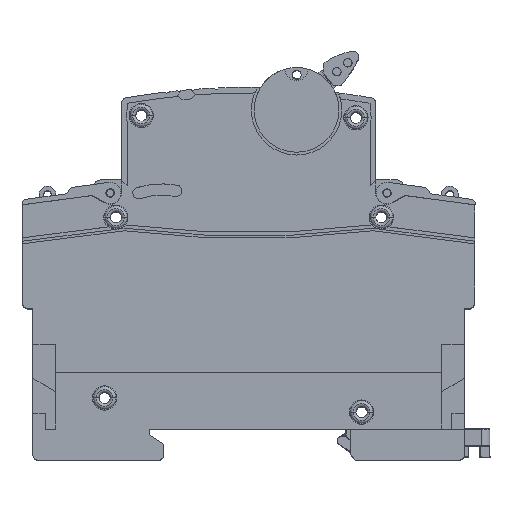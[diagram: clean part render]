
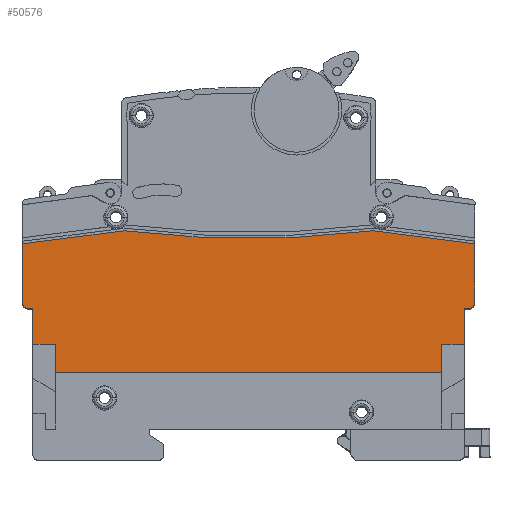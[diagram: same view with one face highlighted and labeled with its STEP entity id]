
A CAD part, top view. The second image highlights one B-rep face of the part: STEP entity #50576.
In plain terms, the highlighted planar face has unit normal (0, 0, 1).
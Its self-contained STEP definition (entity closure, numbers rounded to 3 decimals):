
#208 = CARTESIAN_POINT ( 'NONE',  ( 18., 40.6, 4.2 ) ) ;
#684 = FACE_OUTER_BOUND ( 'NONE', #31934, .T. ) ;
#773 = DIRECTION ( 'NONE',  ( 1., 0., 0. ) ) ;
#1210 = EDGE_CURVE ( 'NONE', #23026, #81713, #54518, .T. ) ;
#1488 = EDGE_CURVE ( 'NONE', #85235, #81330, #100173, .T. ) ;
#1668 = CARTESIAN_POINT ( 'NONE',  ( 74.2, 15.5, 4.2 ) ) ;
#2457 = VERTEX_POINT ( 'NONE', #95503 ) ;
#2947 = VECTOR ( 'NONE', #23727, 1000. ) ;
#3830 = EDGE_CURVE ( 'NONE', #81330, #41665, #3839, .T. ) ;
#3839 = LINE ( 'NONE', #58543, #17867 ) ;
#6118 = CIRCLE ( 'NONE', #26297, 1. ) ;
#6709 = VERTEX_POINT ( 'NONE', #24805 ) ;
#7457 = VERTEX_POINT ( 'NONE', #92811 ) ;
#7467 = VERTEX_POINT ( 'NONE', #12894 ) ;
#7499 = VECTOR ( 'NONE', #29045, 1000. ) ;
#7604 = VECTOR ( 'NONE', #24627, 1000. ) ;
#7758 = LINE ( 'NONE', #65079, #77426 ) ;
#8119 = ORIENTED_EDGE ( 'NONE', *, *, #11913, .F. ) ;
#8311 = LINE ( 'NONE', #96111, #7604 ) ;
#8580 = DIRECTION ( 'NONE',  ( 1., 0., 0. ) ) ;
#9338 = DIRECTION ( 'NONE',  ( 0.992, -0.127, 0. ) ) ;
#9483 = ORIENTED_EDGE ( 'NONE', *, *, #78631, .F. ) ;
#11913 = EDGE_CURVE ( 'NONE', #101502, #18902, #49142, .T. ) ;
#12192 = CARTESIAN_POINT ( 'NONE',  ( 79., 27.8, 4.2 ) ) ;
#12393 = CARTESIAN_POINT ( 'NONE',  ( 74.2, 212.757, 4.2 ) ) ;
#12610 = CARTESIAN_POINT ( 'NONE',  ( 40., 26.8, 4.2 ) ) ;
#12894 = CARTESIAN_POINT ( 'NONE',  ( 78.2, 26.8, 4.2 ) ) ;
#13355 = ORIENTED_EDGE ( 'NONE', *, *, #70906, .T. ) ;
#14685 = CARTESIAN_POINT ( 'NONE',  ( 18.028, 40.596, 4.2 ) ) ;
#14806 = LINE ( 'NONE', #84784, #7499 ) ;
#16487 = CARTESIAN_POINT ( 'NONE',  ( 1., 27.8, 4.2 ) ) ;
#17007 = CARTESIAN_POINT ( 'NONE',  ( 40., 212.757, 4.2 ) ) ;
#17521 = DIRECTION ( 'NONE',  ( 0., 0., 1. ) ) ;
#17543 = VECTOR ( 'NONE', #85464, 1000. ) ;
#17867 = VECTOR ( 'NONE', #44345, 1000. ) ;
#18902 = VERTEX_POINT ( 'NONE', #48962 ) ;
#19654 = CARTESIAN_POINT ( 'NONE',  ( 0., 27.8, 4.2 ) ) ;
#22591 = EDGE_CURVE ( 'NONE', #85235, #51249, #14806, .T. ) ;
#23026 = VERTEX_POINT ( 'NONE', #61508 ) ;
#23090 = DIRECTION ( 'NONE',  ( 0., -1., 0. ) ) ;
#23337 = DIRECTION ( 'NONE',  ( 0., 0., 1. ) ) ;
#23727 = DIRECTION ( 'NONE',  ( 0., -1., 0. ) ) ;
#24158 = DIRECTION ( 'NONE',  ( 1., 0., 0. ) ) ;
#24627 = DIRECTION ( 'NONE',  ( 0., 1., 0. ) ) ;
#24805 = CARTESIAN_POINT ( 'NONE',  ( 80., 38.3, 4.2 ) ) ;
#26297 = AXIS2_PLACEMENT_3D ( 'NONE', #12192, #60046, #89999 ) ;
#27696 = ORIENTED_EDGE ( 'NONE', *, *, #61517, .F. ) ;
#28795 = AXIS2_PLACEMENT_3D ( 'NONE', #16487, #17521, #8580 ) ;
#29045 = DIRECTION ( 'NONE',  ( -1., 0., 0. ) ) ;
#29204 = CARTESIAN_POINT ( 'NONE',  ( 61.972, 40.596, 4.2 ) ) ;
#31934 = EDGE_LOOP ( 'NONE', ( #67017, #94052, #90374, #13355, #63999, #64008, #44656, #27696, #44252, #74145, #99967, #8119, #9483, #103424, #74637, #48108, #98432, #47350 ) ) ;
#32386 = CIRCLE ( 'NONE', #45869, 173.557 ) ;
#33324 = DIRECTION ( 'NONE',  ( 0.992, 0.127, 0. ) ) ;
#37089 = CARTESIAN_POINT ( 'NONE',  ( 78.2, 212.757, 4.2 ) ) ;
#37833 = CIRCLE ( 'NONE', #78169, 0.22 ) ;
#40019 = CARTESIAN_POINT ( 'NONE',  ( 0., 38.3, 4.2 ) ) ;
#40149 = DIRECTION ( 'NONE',  ( 0., 0., 1. ) ) ;
#40673 = DIRECTION ( 'NONE',  ( -1., 0., 0. ) ) ;
#41104 = EDGE_CURVE ( 'NONE', #64660, #7467, #66769, .T. ) ;
#41210 = VECTOR ( 'NONE', #91778, 1000. ) ;
#41665 = VERTEX_POINT ( 'NONE', #78569 ) ;
#42011 = CARTESIAN_POINT ( 'NONE',  ( 40., 20.5, 4.2 ) ) ;
#42800 = VECTOR ( 'NONE', #23090, 1000. ) ;
#44252 = ORIENTED_EDGE ( 'NONE', *, *, #1210, .T. ) ;
#44345 = DIRECTION ( 'NONE',  ( 1., 0., 0. ) ) ;
#44656 = ORIENTED_EDGE ( 'NONE', *, *, #69839, .F. ) ;
#45869 = AXIS2_PLACEMENT_3D ( 'NONE', #80128, #40149, #40673 ) ;
#47111 = CARTESIAN_POINT ( 'NONE',  ( 18., 40.378, 4.2 ) ) ;
#47350 = ORIENTED_EDGE ( 'NONE', *, *, #70295, .T. ) ;
#48108 = ORIENTED_EDGE ( 'NONE', *, *, #89771, .F. ) ;
#48925 = EDGE_CURVE ( 'NONE', #72536, #18902, #37833, .T. ) ;
#48962 = CARTESIAN_POINT ( 'NONE',  ( 17.972, 40.596, 4.2 ) ) ;
#49142 = LINE ( 'NONE', #208, #102384 ) ;
#49247 = DIRECTION ( 'NONE',  ( 0., 0., 1. ) ) ;
#50266 = CARTESIAN_POINT ( 'NONE',  ( 1.8, 26.8, 4.2 ) ) ;
#50576 = ADVANCED_FACE ( 'NONE', ( #684 ), #56452, .T. ) ;
#51249 = VERTEX_POINT ( 'NONE', #69396 ) ;
#52401 = DIRECTION ( 'NONE',  ( 0., 1., 0. ) ) ;
#53635 = CARTESIAN_POINT ( 'NONE',  ( 80., 27.8, 4.2 ) ) ;
#54518 = CIRCLE ( 'NONE', #56198, 0.22 ) ;
#55374 = VERTEX_POINT ( 'NONE', #50266 ) ;
#55378 = LINE ( 'NONE', #96340, #99344 ) ;
#56198 = AXIS2_PLACEMENT_3D ( 'NONE', #80252, #49247, #71333 ) ;
#56326 = CARTESIAN_POINT ( 'NONE',  ( 74.2, 20.5, 4.2 ) ) ;
#56452 = PLANE ( 'NONE',  #79999 ) ;
#56722 = LINE ( 'NONE', #87234, #42800 ) ;
#58543 = CARTESIAN_POINT ( 'NONE',  ( 40., 20.5, 4.2 ) ) ;
#59418 = DIRECTION ( 'NONE',  ( -1., 0., 0. ) ) ;
#60046 = DIRECTION ( 'NONE',  ( 0., 0., 1. ) ) ;
#61508 = CARTESIAN_POINT ( 'NONE',  ( 62.028, 40.596, 4.2 ) ) ;
#61517 = EDGE_CURVE ( 'NONE', #23026, #6709, #7758, .T. ) ;
#61811 = LINE ( 'NONE', #37089, #41210 ) ;
#63325 = EDGE_CURVE ( 'NONE', #100353, #2457, #89249, .T. ) ;
#63381 = DIRECTION ( 'NONE',  ( 0., 0., 1. ) ) ;
#63999 = ORIENTED_EDGE ( 'NONE', *, *, #41104, .F. ) ;
#64008 = ORIENTED_EDGE ( 'NONE', *, *, #92763, .T. ) ;
#64660 = VERTEX_POINT ( 'NONE', #79936 ) ;
#65079 = CARTESIAN_POINT ( 'NONE',  ( 80., 38.3, 4.2 ) ) ;
#65725 = VECTOR ( 'NONE', #52401, 1000. ) ;
#66769 = LINE ( 'NONE', #12610, #66869 ) ;
#66869 = VECTOR ( 'NONE', #59418, 1000. ) ;
#67017 = ORIENTED_EDGE ( 'NONE', *, *, #22591, .F. ) ;
#69396 = CARTESIAN_POINT ( 'NONE',  ( 5.8, 15.5, 4.2 ) ) ;
#69839 = EDGE_CURVE ( 'NONE', #6709, #88477, #72619, .T. ) ;
#70295 = EDGE_CURVE ( 'NONE', #86306, #51249, #56722, .T. ) ;
#70906 = EDGE_CURVE ( 'NONE', #41665, #7467, #61811, .T. ) ;
#71333 = DIRECTION ( 'NONE',  ( 1., 0., 0. ) ) ;
#72346 = VECTOR ( 'NONE', #24158, 1000. ) ;
#72536 = VERTEX_POINT ( 'NONE', #14685 ) ;
#72619 = LINE ( 'NONE', #95730, #2947 ) ;
#74145 = ORIENTED_EDGE ( 'NONE', *, *, #81778, .F. ) ;
#74637 = ORIENTED_EDGE ( 'NONE', *, *, #86318, .T. ) ;
#77426 = VECTOR ( 'NONE', #9338, 1000. ) ;
#78169 = AXIS2_PLACEMENT_3D ( 'NONE', #47111, #63381, #773 ) ;
#78569 = CARTESIAN_POINT ( 'NONE',  ( 78.2, 20.5, 4.2 ) ) ;
#78631 = EDGE_CURVE ( 'NONE', #100353, #101502, #103639, .T. ) ;
#79936 = CARTESIAN_POINT ( 'NONE',  ( 79., 26.8, 4.2 ) ) ;
#79999 = AXIS2_PLACEMENT_3D ( 'NONE', #17007, #23337, #95346 ) ;
#80128 = CARTESIAN_POINT ( 'NONE',  ( 40., 212.757, 4.2 ) ) ;
#80252 = CARTESIAN_POINT ( 'NONE',  ( 62., 40.378, 4.2 ) ) ;
#81330 = VERTEX_POINT ( 'NONE', #56326 ) ;
#81713 = VERTEX_POINT ( 'NONE', #29204 ) ;
#81778 = EDGE_CURVE ( 'NONE', #72536, #81713, #32386, .T. ) ;
#84056 = EDGE_CURVE ( 'NONE', #7457, #86306, #96695, .T. ) ;
#84784 = CARTESIAN_POINT ( 'NONE',  ( 80., 15.5, 4.2 ) ) ;
#85235 = VERTEX_POINT ( 'NONE', #1668 ) ;
#85464 = DIRECTION ( 'NONE',  ( 0., 1., 0. ) ) ;
#86306 = VERTEX_POINT ( 'NONE', #95820 ) ;
#86318 = EDGE_CURVE ( 'NONE', #2457, #55374, #55378, .T. ) ;
#87234 = CARTESIAN_POINT ( 'NONE',  ( 5.8, 212.757, 4.2 ) ) ;
#87443 = DIRECTION ( 'NONE',  ( 1., 0., 0. ) ) ;
#87531 = CARTESIAN_POINT ( 'NONE',  ( 0., 38.3, 4.2 ) ) ;
#88477 = VERTEX_POINT ( 'NONE', #53635 ) ;
#89249 = CIRCLE ( 'NONE', #28795, 1. ) ;
#89771 = EDGE_CURVE ( 'NONE', #7457, #55374, #8311, .T. ) ;
#89999 = DIRECTION ( 'NONE',  ( 1., 0., 0. ) ) ;
#90374 = ORIENTED_EDGE ( 'NONE', *, *, #3830, .T. ) ;
#91778 = DIRECTION ( 'NONE',  ( 0., 1., 0. ) ) ;
#92763 = EDGE_CURVE ( 'NONE', #64660, #88477, #6118, .T. ) ;
#92811 = CARTESIAN_POINT ( 'NONE',  ( 1.8, 20.5, 4.2 ) ) ;
#94052 = ORIENTED_EDGE ( 'NONE', *, *, #1488, .T. ) ;
#95346 = DIRECTION ( 'NONE',  ( -1., 0., 0. ) ) ;
#95503 = CARTESIAN_POINT ( 'NONE',  ( 1., 26.8, 4.2 ) ) ;
#95730 = CARTESIAN_POINT ( 'NONE',  ( 80., 38.3, 4.2 ) ) ;
#95820 = CARTESIAN_POINT ( 'NONE',  ( 5.8, 20.5, 4.2 ) ) ;
#96111 = CARTESIAN_POINT ( 'NONE',  ( 1.8, 212.757, 4.2 ) ) ;
#96340 = CARTESIAN_POINT ( 'NONE',  ( 40., 26.8, 4.2 ) ) ;
#96695 = LINE ( 'NONE', #42011, #72346 ) ;
#98432 = ORIENTED_EDGE ( 'NONE', *, *, #84056, .T. ) ;
#99344 = VECTOR ( 'NONE', #87443, 1000. ) ;
#99967 = ORIENTED_EDGE ( 'NONE', *, *, #48925, .T. ) ;
#100173 = LINE ( 'NONE', #12393, #17543 ) ;
#100353 = VERTEX_POINT ( 'NONE', #19654 ) ;
#101502 = VERTEX_POINT ( 'NONE', #87531 ) ;
#102384 = VECTOR ( 'NONE', #33324, 1000. ) ;
#103424 = ORIENTED_EDGE ( 'NONE', *, *, #63325, .T. ) ;
#103639 = LINE ( 'NONE', #40019, #65725 ) ;
